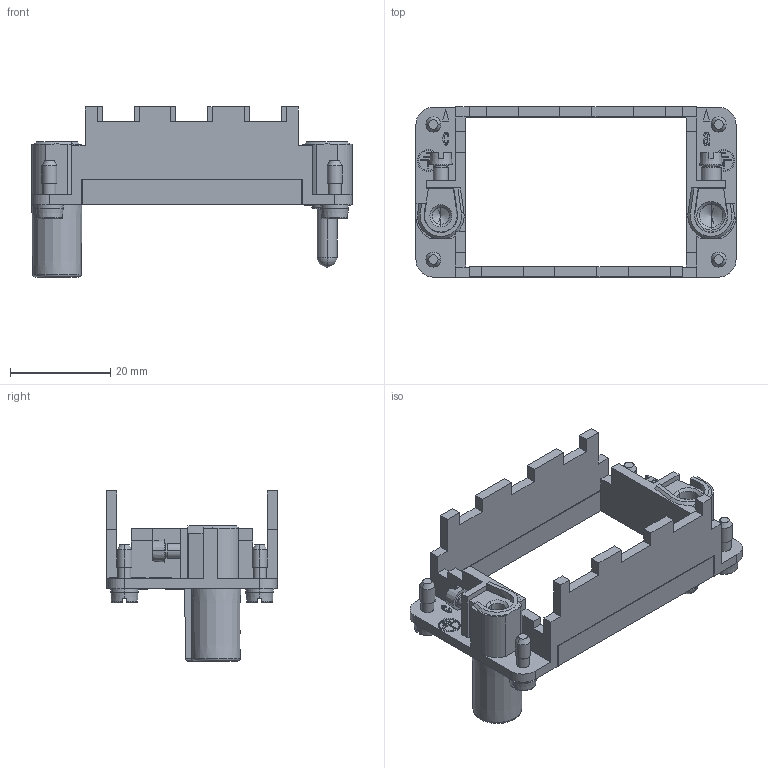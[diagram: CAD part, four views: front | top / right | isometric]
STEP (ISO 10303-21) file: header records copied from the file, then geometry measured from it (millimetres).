
FILE_DESCRIPTION(('Creo Elements/Direct Modeling STEP Export'),'2;1');
FILE_NAME('0ln7uvk48h5hf7f2208','2017-01-02T11:05:57',(''),(''),'PTC Creo Elements/Direct Modeling STEP processor for AP214 (Solid Model)','PTC Creo Elements/Direct Modeling 19.0E 27-Jun-2016 (C) Parametric Technology GmbH','');
FILE_SCHEMA(('AUTOMOTIVE_DESIGN { 1 0 10303 214 1 1 1 1 }'));
Length unit declared in the file: millimetre
Products named in the file (2): RX_03_TF
Assembly tree (1 placements, depth 2):
  RX_03_TF
    RX_03_TF
Bounding box: 64 x 34 x 34 mm (x, y, z)
Volume: 8444.8 mm3; surface area: 10355.6 mm2
Topology: 1 solids, 1 shells, 633 faces, 1699 edges, 1118 vertices
Faces by surface type: plane 389, cylinder 103, cone 53, extrusion 53, torus 31, sphere 4
Entity records: 25705 total; most frequent: CARTESIAN_POINT 6345, ORIENTED_EDGE 3378, DIRECTION 2608, EDGE_CURVE 1689, VERTEX_POINT 1118, VECTOR 1100, LINE 1047, AXIS2_PLACEMENT_3D 754
